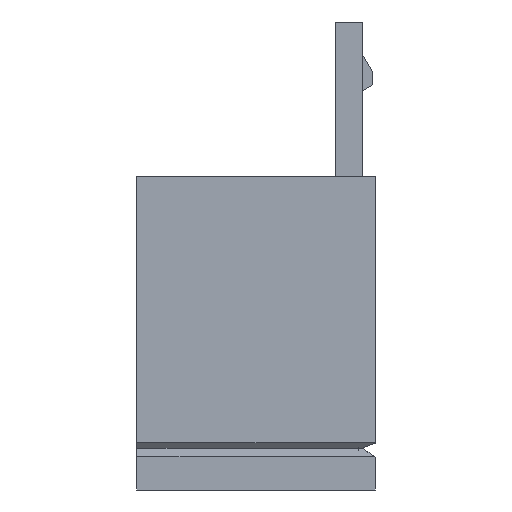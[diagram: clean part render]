
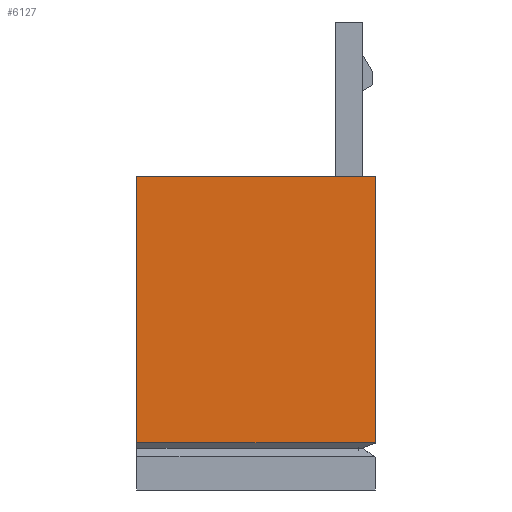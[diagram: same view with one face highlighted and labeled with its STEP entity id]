
A CAD part, front view. The second image highlights one B-rep face of the part: STEP entity #6127.
In plain terms, the highlighted planar face has unit normal (0, -1, 0).
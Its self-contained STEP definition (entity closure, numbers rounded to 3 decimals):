
#6107=AXIS2_PLACEMENT_3D('Plane Axis2P3D',#6104,#6105,#6106) ;
#5580=CARTESIAN_POINT('Vertex',(-28.5,-104.75,0.)) ;
#5583=CARTESIAN_POINT('Line Origine',(-14.25,-104.75,0.)) ;
#5587=CARTESIAN_POINT('Vertex',(0.,-104.75,0.)) ;
#5909=CARTESIAN_POINT('Line Origine',(0.,-104.75,-15.915)) ;
#5913=CARTESIAN_POINT('Vertex',(0.,-104.75,-31.831)) ;
#6104=CARTESIAN_POINT('Axis2P3D Location',(0.,-104.75,0.)) ;
#6109=CARTESIAN_POINT('Line Origine',(-14.25,-104.75,-31.831)) ;
#6113=CARTESIAN_POINT('Vertex',(-28.5,-104.75,-31.831)) ;
#6116=CARTESIAN_POINT('Line Origine',(-28.5,-104.75,-15.915)) ;
#5584=DIRECTION('Vector Direction',(-1.,0.,0.)) ;
#5910=DIRECTION('Vector Direction',(0.,0.,-1.)) ;
#6105=DIRECTION('Axis2P3D Direction',(0.,1.,0.)) ;
#6106=DIRECTION('Axis2P3D XDirection',(0.,0.,1.)) ;
#6110=DIRECTION('Vector Direction',(-1.,0.,0.)) ;
#6117=DIRECTION('Vector Direction',(0.,0.,-1.)) ;
#5585=VECTOR('Line Direction',#5584,1.) ;
#5911=VECTOR('Line Direction',#5910,1.) ;
#6111=VECTOR('Line Direction',#6110,1.) ;
#6118=VECTOR('Line Direction',#6117,1.) ;
#6122=ORIENTED_EDGE('',*,*,#6115,.F.) ;
#6123=ORIENTED_EDGE('',*,*,#5915,.F.) ;
#6124=ORIENTED_EDGE('',*,*,#5589,.T.) ;
#6125=ORIENTED_EDGE('',*,*,#6120,.T.) ;
#6127=ADVANCED_FACE('Hauptkoerper nicht benutzen',(#6126),#6108,.F.) ;
#5589=EDGE_CURVE('',#5588,#5581,#5586,.T.) ;
#5915=EDGE_CURVE('',#5588,#5914,#5912,.T.) ;
#6115=EDGE_CURVE('',#5914,#6114,#6112,.T.) ;
#6120=EDGE_CURVE('',#5581,#6114,#6119,.T.) ;
#6121=EDGE_LOOP('',(#6122,#6123,#6124,#6125)) ;
#6126=FACE_OUTER_BOUND('',#6121,.T.) ;
#5586=LINE('Line',#5583,#5585) ;
#5912=LINE('Line',#5909,#5911) ;
#6112=LINE('Line',#6109,#6111) ;
#6119=LINE('Line',#6116,#6118) ;
#6108=PLANE('Plane',#6107) ;
#5581=VERTEX_POINT('',#5580) ;
#5588=VERTEX_POINT('',#5587) ;
#5914=VERTEX_POINT('',#5913) ;
#6114=VERTEX_POINT('',#6113) ;
